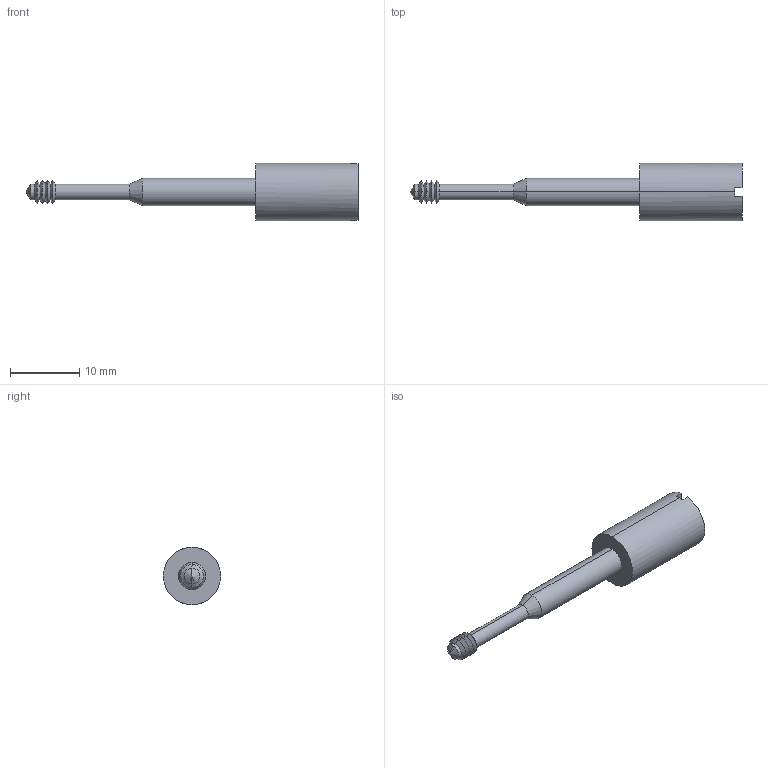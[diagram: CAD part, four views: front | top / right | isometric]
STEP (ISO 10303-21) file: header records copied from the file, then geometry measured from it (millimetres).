
FILE_DESCRIPTION (( 'STEP AP214' ), '1' );
FILE_NAME ('GPIB-TMBSC-16.STEP', '2006-10-30T16:00:55', ( 'X' ), ( 'L-COM' ), 'SwSTEP 2.0', 'SolidWorks 2006052', '' );
FILE_SCHEMA (( 'AUTOMOTIVE_DESIGN' ));
Length unit declared in the file: inch
Products named in the file (1): GPIB-TMBSC-16
Bounding box: 48.01 x 8.28 x 8.28 mm (x, y, z)
Volume: 1066.1 mm3; surface area: 848.8 mm2
Topology: 1 solids, 1 shells, 34 faces, 72 edges, 39 vertices
Faces by surface type: cone 20, cylinder 8, plane 6
Entity records: 911 total; most frequent: DIRECTION 174, CARTESIAN_POINT 144, ORIENTED_EDGE 140, EDGE_CURVE 70, AXIS2_PLACEMENT_3D 69, VERTEX_POINT 39, VECTOR 36, LINE 36
